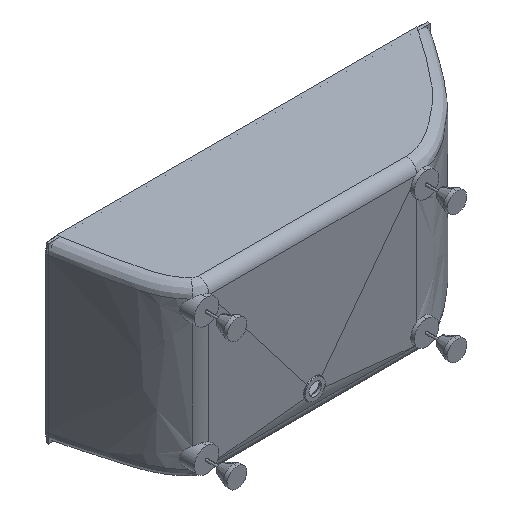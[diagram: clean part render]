
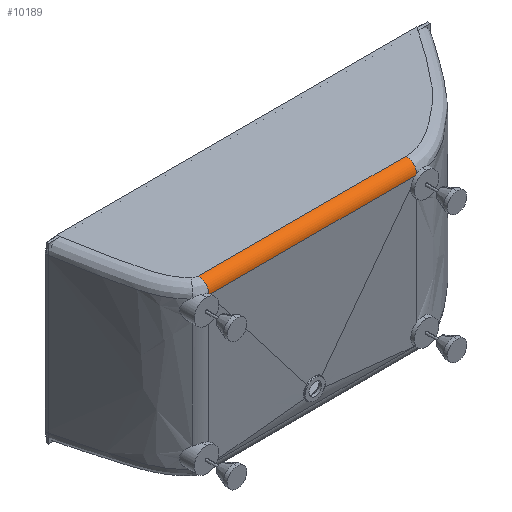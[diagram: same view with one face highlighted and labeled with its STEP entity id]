
A CAD part, isometric view. The second image highlights one B-rep face of the part: STEP entity #10189.
In plain terms, the highlighted cylindrical face has radius 45 mm (diameter 90 mm), a partial arc.
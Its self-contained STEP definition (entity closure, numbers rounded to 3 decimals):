
#375 = B_SPLINE_CURVE_WITH_KNOTS ( 'NONE', 3,
 ( #6518, #1507, #8336, #6339 ),
 .UNSPECIFIED., .F., .F.,
 ( 4, 4 ),
 ( 0., 0.007 ),
 .UNSPECIFIED. ) ;
#1045 = ORIENTED_EDGE ( 'NONE', *, *, #1367, .F. ) ;
#1265 = VERTEX_POINT ( 'NONE', #1393 ) ;
#1367 = EDGE_CURVE ( 'NONE', #10289, #8837, #375, .T. ) ;
#1393 = CARTESIAN_POINT ( 'NONE',  ( 1040., -421.498, 690.965 ) ) ;
#1507 = CARTESIAN_POINT ( 'NONE',  ( 193.993, -464.995, 647.602 ) ) ;
#2133 = ORIENTED_EDGE ( 'NONE', *, *, #7542, .F. ) ;
#2236 = CIRCLE ( 'NONE', #9756, 45. ) ;
#2505 = CARTESIAN_POINT ( 'NONE',  ( 195.851, -465., 646.148 ) ) ;
#2567 = VERTEX_POINT ( 'NONE', #7431 ) ;
#3147 = VERTEX_POINT ( 'NONE', #12584 ) ;
#3577 = CARTESIAN_POINT ( 'NONE',  ( 190., -421.498, 690.965 ) ) ;
#3600 = DIRECTION ( 'NONE',  ( 1., 0., 0. ) ) ;
#3612 = CARTESIAN_POINT ( 'NONE',  ( 0., -421.498, 690.965 ) ) ;
#3672 = CARTESIAN_POINT ( 'NONE',  ( 1034.232, -465., 646.148 ) ) ;
#3725 = CARTESIAN_POINT ( 'NONE',  ( 1036.065, -464.995, 647.582 ) ) ;
#3897 = VECTOR ( 'NONE', #3600, 1000. ) ;
#3914 = CARTESIAN_POINT ( 'NONE',  ( 190., -420., 645.99 ) ) ;
#4359 = EDGE_CURVE ( 'NONE', #7568, #1265, #8754, .T. ) ;
#4634 = EDGE_LOOP ( 'NONE', ( #5113, #2133, #12107, #10648, #8032, #1045 ) ) ;
#4872 = CARTESIAN_POINT ( 'NONE',  ( 305.568, -465., 646.15 ) ) ;
#5113 = ORIENTED_EDGE ( 'NONE', *, *, #10156, .F. ) ;
#5202 = CARTESIAN_POINT ( 'NONE',  ( 1037.987, -464.922, 648.881 ) ) ;
#5252 = CARTESIAN_POINT ( 'NONE',  ( 1040., -464.817, 650.046 ) ) ;
#5558 = DIRECTION ( 'NONE',  ( 0., -1., 0. ) ) ;
#5927 = CARTESIAN_POINT ( 'NONE',  ( 585., -465., 646.152 ) ) ;
#5974 = CARTESIAN_POINT ( 'NONE',  ( 555., -465., 646.151 ) ) ;
#6093 = CARTESIAN_POINT ( 'NONE',  ( 1040., -420., 645.99 ) ) ;
#6098 = DIRECTION ( 'NONE',  ( 1., 0., 0. ) ) ;
#6133 = DIRECTION ( 'NONE',  ( 0., -1., 0. ) ) ;
#6322 = DIRECTION ( 'NONE',  ( 1., 0., 0. ) ) ;
#6339 = CARTESIAN_POINT ( 'NONE',  ( 190., -464.812, 650.094 ) ) ;
#6351 = DIRECTION ( 'NONE',  ( 0., -1., 0. ) ) ;
#6518 = CARTESIAN_POINT ( 'NONE',  ( 195.851, -465., 646.148 ) ) ;
#6552 = CARTESIAN_POINT ( 'NONE',  ( 615., -465., 646.152 ) ) ;
#6628 = DIRECTION ( 'NONE',  ( -1., 0., 0. ) ) ;
#6693 = CARTESIAN_POINT ( 'NONE',  ( 195.851, -465., 646.148 ) ) ;
#6748 = B_SPLINE_CURVE_WITH_KNOTS ( 'NONE', 3,
 ( #9589, #8356, #8364, #6859, #7920, #7949, #7821, #9527, #7809, #6552, #5927, #5974, #9058, #7251, #4872, #6693 ),
 .UNSPECIFIED., .F., .F.,
 ( 4, 3, 3, 3, 3, 4 ),
 ( 1.471, 1.53, 1.71, 1.89, 1.98, 2.309 ),
 .UNSPECIFIED. ) ;
#6859 = CARTESIAN_POINT ( 'NONE',  ( 975., -465., 646.149 ) ) ;
#6941 = CARTESIAN_POINT ( 'NONE',  ( 190., -464.812, 650.094 ) ) ;
#7251 = CARTESIAN_POINT ( 'NONE',  ( 415.284, -465., 646.151 ) ) ;
#7431 = CARTESIAN_POINT ( 'NONE',  ( 1034.232, -465., 646.148 ) ) ;
#7542 = EDGE_CURVE ( 'NONE', #3147, #2567, #9120, .T. ) ;
#7568 = VERTEX_POINT ( 'NONE', #3577 ) ;
#7809 = CARTESIAN_POINT ( 'NONE',  ( 675., -465., 646.152 ) ) ;
#7821 = CARTESIAN_POINT ( 'NONE',  ( 795., -465., 646.151 ) ) ;
#7920 = CARTESIAN_POINT ( 'NONE',  ( 915., -465., 646.15 ) ) ;
#7949 = CARTESIAN_POINT ( 'NONE',  ( 855., -465., 646.15 ) ) ;
#8002 = FACE_OUTER_BOUND ( 'NONE', #4634, .T. ) ;
#8032 = ORIENTED_EDGE ( 'NONE', *, *, #9386, .T. ) ;
#8336 = CARTESIAN_POINT ( 'NONE',  ( 192.043, -464.92, 648.917 ) ) ;
#8356 = CARTESIAN_POINT ( 'NONE',  ( 1014.488, -465., 646.148 ) ) ;
#8364 = CARTESIAN_POINT ( 'NONE',  ( 994.744, -465., 646.149 ) ) ;
#8398 = CARTESIAN_POINT ( 'NONE',  ( 0., -420., 645.99 ) ) ;
#8754 = LINE ( 'NONE', #3612, #3897 ) ;
#8837 = VERTEX_POINT ( 'NONE', #6941 ) ;
#9058 = CARTESIAN_POINT ( 'NONE',  ( 525., -465., 646.151 ) ) ;
#9120 = B_SPLINE_CURVE_WITH_KNOTS ( 'NONE', 3,
 ( #5252, #5202, #3725, #3672 ),
 .UNSPECIFIED., .F., .F.,
 ( 4, 4 ),
 ( 0., 0.007 ),
 .UNSPECIFIED. ) ;
#9386 = EDGE_CURVE ( 'NONE', #7568, #8837, #12106, .T. ) ;
#9527 = CARTESIAN_POINT ( 'NONE',  ( 735., -465., 646.151 ) ) ;
#9589 = CARTESIAN_POINT ( 'NONE',  ( 1034.232, -465., 646.148 ) ) ;
#9756 = AXIS2_PLACEMENT_3D ( 'NONE', #6093, #6098, #6133 ) ;
#10156 = EDGE_CURVE ( 'NONE', #2567, #10289, #6748, .T. ) ;
#10189 = ADVANCED_FACE ( 'NONE', ( #8002 ), #12604, .T. ) ;
#10289 = VERTEX_POINT ( 'NONE', #2505 ) ;
#10648 = ORIENTED_EDGE ( 'NONE', *, *, #4359, .F. ) ;
#10690 = AXIS2_PLACEMENT_3D ( 'NONE', #8398, #6628, #5558 ) ;
#11358 = AXIS2_PLACEMENT_3D ( 'NONE', #3914, #6322, #6351 ) ;
#11928 = EDGE_CURVE ( 'NONE', #1265, #3147, #2236, .T. ) ;
#12106 = CIRCLE ( 'NONE', #11358, 45. ) ;
#12107 = ORIENTED_EDGE ( 'NONE', *, *, #11928, .F. ) ;
#12584 = CARTESIAN_POINT ( 'NONE',  ( 1040., -464.817, 650.046 ) ) ;
#12604 = CYLINDRICAL_SURFACE ( 'NONE', #10690, 45. ) ;
